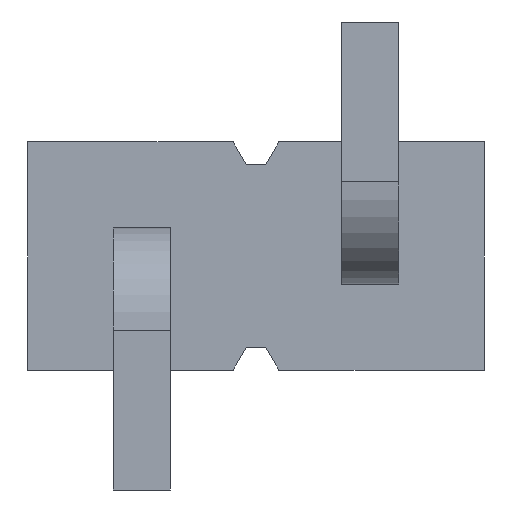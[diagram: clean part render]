
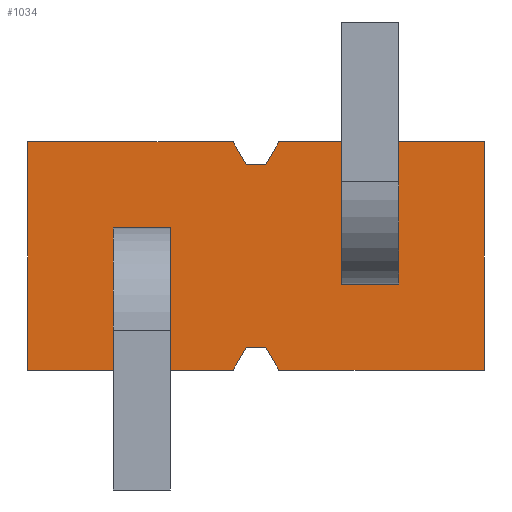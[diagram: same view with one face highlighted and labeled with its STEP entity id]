
A CAD part, front view. The second image highlights one B-rep face of the part: STEP entity #1034.
In plain terms, the highlighted planar face has unit normal (0, -1, 0).
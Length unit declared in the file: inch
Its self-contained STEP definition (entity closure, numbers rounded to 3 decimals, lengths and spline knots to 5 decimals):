
#231=ORIENTED_EDGE('',*,*,#435,.T.);
#232=ORIENTED_EDGE('',*,*,#436,.T.);
#233=ORIENTED_EDGE('',*,*,#437,.T.);
#234=ORIENTED_EDGE('',*,*,#438,.T.);
#235=ORIENTED_EDGE('',*,*,#439,.T.);
#236=ORIENTED_EDGE('',*,*,#440,.T.);
#237=ORIENTED_EDGE('',*,*,#441,.T.);
#238=ORIENTED_EDGE('',*,*,#442,.T.);
#239=ORIENTED_EDGE('',*,*,#443,.T.);
#240=ORIENTED_EDGE('',*,*,#444,.T.);
#241=ORIENTED_EDGE('',*,*,#445,.T.);
#242=ORIENTED_EDGE('',*,*,#446,.F.);
#243=ORIENTED_EDGE('',*,*,#447,.F.);
#244=ORIENTED_EDGE('',*,*,#448,.F.);
#245=ORIENTED_EDGE('',*,*,#449,.T.);
#246=ORIENTED_EDGE('',*,*,#450,.T.);
#247=ORIENTED_EDGE('',*,*,#451,.T.);
#248=ORIENTED_EDGE('',*,*,#452,.F.);
#249=ORIENTED_EDGE('',*,*,#453,.F.);
#250=ORIENTED_EDGE('',*,*,#454,.F.);
#435=EDGE_CURVE('',#551,#552,#667,.T.);
#436=EDGE_CURVE('',#552,#553,#668,.T.);
#437=EDGE_CURVE('',#553,#554,#669,.T.);
#438=EDGE_CURVE('',#554,#551,#670,.T.);
#439=EDGE_CURVE('',#555,#556,#671,.T.);
#440=EDGE_CURVE('',#556,#557,#672,.T.);
#441=EDGE_CURVE('',#557,#558,#673,.T.);
#442=EDGE_CURVE('',#558,#555,#674,.T.);
#443=EDGE_CURVE('',#559,#560,#675,.T.);
#444=EDGE_CURVE('',#560,#561,#676,.T.);
#445=EDGE_CURVE('',#561,#562,#677,.T.);
#446=EDGE_CURVE('',#563,#562,#678,.T.);
#447=EDGE_CURVE('',#564,#563,#679,.T.);
#448=EDGE_CURVE('',#565,#564,#680,.T.);
#449=EDGE_CURVE('',#565,#566,#681,.T.);
#450=EDGE_CURVE('',#566,#567,#682,.T.);
#451=EDGE_CURVE('',#567,#568,#683,.T.);
#452=EDGE_CURVE('',#569,#568,#684,.T.);
#453=EDGE_CURVE('',#570,#569,#685,.T.);
#454=EDGE_CURVE('',#559,#570,#686,.T.);
#551=VERTEX_POINT('',#1620);
#552=VERTEX_POINT('',#1621);
#553=VERTEX_POINT('',#1623);
#554=VERTEX_POINT('',#1625);
#555=VERTEX_POINT('',#1628);
#556=VERTEX_POINT('',#1629);
#557=VERTEX_POINT('',#1631);
#558=VERTEX_POINT('',#1633);
#559=VERTEX_POINT('',#1636);
#560=VERTEX_POINT('',#1637);
#561=VERTEX_POINT('',#1639);
#562=VERTEX_POINT('',#1641);
#563=VERTEX_POINT('',#1643);
#564=VERTEX_POINT('',#1645);
#565=VERTEX_POINT('',#1647);
#566=VERTEX_POINT('',#1649);
#567=VERTEX_POINT('',#1651);
#568=VERTEX_POINT('',#1653);
#569=VERTEX_POINT('',#1655);
#570=VERTEX_POINT('',#1657);
#667=LINE('',#1619,#803);
#668=LINE('',#1622,#804);
#669=LINE('',#1624,#805);
#670=LINE('',#1626,#806);
#671=LINE('',#1627,#807);
#672=LINE('',#1630,#808);
#673=LINE('',#1632,#809);
#674=LINE('',#1634,#810);
#675=LINE('',#1635,#811);
#676=LINE('',#1638,#812);
#677=LINE('',#1640,#813);
#678=LINE('',#1642,#814);
#679=LINE('',#1644,#815);
#680=LINE('',#1646,#816);
#681=LINE('',#1648,#817);
#682=LINE('',#1650,#818);
#683=LINE('',#1652,#819);
#684=LINE('',#1654,#820);
#685=LINE('',#1656,#821);
#686=LINE('',#1658,#822);
#803=VECTOR('',#1323,39.37008);
#804=VECTOR('',#1324,39.37008);
#805=VECTOR('',#1325,39.37008);
#806=VECTOR('',#1326,39.37008);
#807=VECTOR('',#1327,39.37008);
#808=VECTOR('',#1328,39.37008);
#809=VECTOR('',#1329,39.37008);
#810=VECTOR('',#1330,39.37008);
#811=VECTOR('',#1331,39.37008);
#812=VECTOR('',#1332,39.37008);
#813=VECTOR('',#1333,39.37008);
#814=VECTOR('',#1334,39.37008);
#815=VECTOR('',#1335,39.37008);
#816=VECTOR('',#1336,39.37008);
#817=VECTOR('',#1337,39.37008);
#818=VECTOR('',#1338,39.37008);
#819=VECTOR('',#1339,39.37008);
#820=VECTOR('',#1340,39.37008);
#821=VECTOR('',#1341,39.37008);
#822=VECTOR('',#1342,39.37008);
#876=EDGE_LOOP('',(#231,#232,#233,#234));
#877=EDGE_LOOP('',(#235,#236,#237,#238));
#878=EDGE_LOOP('',(#239,#240,#241,#242,#243,#244,#245,#246,#247,#248,#249,
#250));
#932=FACE_BOUND('',#876,.T.);
#933=FACE_BOUND('',#877,.T.);
#934=FACE_BOUND('',#878,.T.);
#982=PLANE('',#1121);
#1034=ADVANCED_FACE('',(#932,#933,#934),#982,.F.);
#1121=AXIS2_PLACEMENT_3D('',#1618,#1321,#1322);
#1321=DIRECTION('',(0.,1.,0.));
#1322=DIRECTION('',(0.,0.,1.));
#1323=DIRECTION('',(0.,0.,1.));
#1324=DIRECTION('',(1.,0.,0.));
#1325=DIRECTION('',(0.,0.,-1.));
#1326=DIRECTION('',(-1.,0.,0.));
#1327=DIRECTION('',(0.,0.,1.));
#1328=DIRECTION('',(1.,0.,0.));
#1329=DIRECTION('',(0.,0.,-1.));
#1330=DIRECTION('',(-1.,0.,0.));
#1331=DIRECTION('',(0.5,0.,0.866));
#1332=DIRECTION('',(1.,0.,0.));
#1333=DIRECTION('',(0.5,0.,-0.866));
#1334=DIRECTION('',(-1.,0.,0.));
#1335=DIRECTION('',(0.,0.,-1.));
#1336=DIRECTION('',(1.,0.,0.));
#1337=DIRECTION('',(-0.5,0.,-0.866));
#1338=DIRECTION('',(-1.,0.,0.));
#1339=DIRECTION('',(-0.5,0.,0.866));
#1340=DIRECTION('',(1.,0.,0.));
#1341=DIRECTION('',(0.,0.,1.));
#1342=DIRECTION('',(-1.,0.,0.));
#1618=CARTESIAN_POINT('',(0.,-0.05,0.));
#1619=CARTESIAN_POINT('',(-0.0625,-0.05,-0.0125));
#1620=CARTESIAN_POINT('',(-0.0625,-0.05,-0.0125));
#1621=CARTESIAN_POINT('',(-0.0625,-0.05,0.0125));
#1622=CARTESIAN_POINT('',(-0.0625,-0.05,0.0125));
#1623=CARTESIAN_POINT('',(-0.0375,-0.05,0.0125));
#1624=CARTESIAN_POINT('',(-0.0375,-0.05,0.0125));
#1625=CARTESIAN_POINT('',(-0.0375,-0.05,-0.0125));
#1626=CARTESIAN_POINT('',(-0.0375,-0.05,-0.0125));
#1627=CARTESIAN_POINT('',(0.0375,-0.05,-0.0125));
#1628=CARTESIAN_POINT('',(0.0375,-0.05,-0.0125));
#1629=CARTESIAN_POINT('',(0.0375,-0.05,0.0125));
#1630=CARTESIAN_POINT('',(0.0375,-0.05,0.0125));
#1631=CARTESIAN_POINT('',(0.0625,-0.05,0.0125));
#1632=CARTESIAN_POINT('',(0.0625,-0.05,0.0125));
#1633=CARTESIAN_POINT('',(0.0625,-0.05,-0.0125));
#1634=CARTESIAN_POINT('',(0.0625,-0.05,-0.0125));
#1635=CARTESIAN_POINT('',(-0.01,-0.05,-0.05));
#1636=CARTESIAN_POINT('',(-0.01,-0.05,-0.05));
#1637=CARTESIAN_POINT('',(-0.00423,-0.05,-0.04));
#1638=CARTESIAN_POINT('',(-0.00423,-0.05,-0.04));
#1639=CARTESIAN_POINT('',(0.00423,-0.05,-0.04));
#1640=CARTESIAN_POINT('',(0.00423,-0.05,-0.04));
#1641=CARTESIAN_POINT('',(0.01,-0.05,-0.05));
#1642=CARTESIAN_POINT('',(0.1,-0.05,-0.05));
#1643=CARTESIAN_POINT('',(0.1,-0.05,-0.05));
#1644=CARTESIAN_POINT('',(0.1,-0.05,0.05));
#1645=CARTESIAN_POINT('',(0.1,-0.05,0.05));
#1646=CARTESIAN_POINT('',(-0.1,-0.05,0.05));
#1647=CARTESIAN_POINT('',(0.01,-0.05,0.05));
#1648=CARTESIAN_POINT('',(0.01,-0.05,0.05));
#1649=CARTESIAN_POINT('',(0.00423,-0.05,0.04));
#1650=CARTESIAN_POINT('',(0.00423,-0.05,0.04));
#1651=CARTESIAN_POINT('',(-0.00423,-0.05,0.04));
#1652=CARTESIAN_POINT('',(-0.00423,-0.05,0.04));
#1653=CARTESIAN_POINT('',(-0.01,-0.05,0.05));
#1654=CARTESIAN_POINT('',(-0.1,-0.05,0.05));
#1655=CARTESIAN_POINT('',(-0.1,-0.05,0.05));
#1656=CARTESIAN_POINT('',(-0.1,-0.05,-0.05));
#1657=CARTESIAN_POINT('',(-0.1,-0.05,-0.05));
#1658=CARTESIAN_POINT('',(0.1,-0.05,-0.05));
